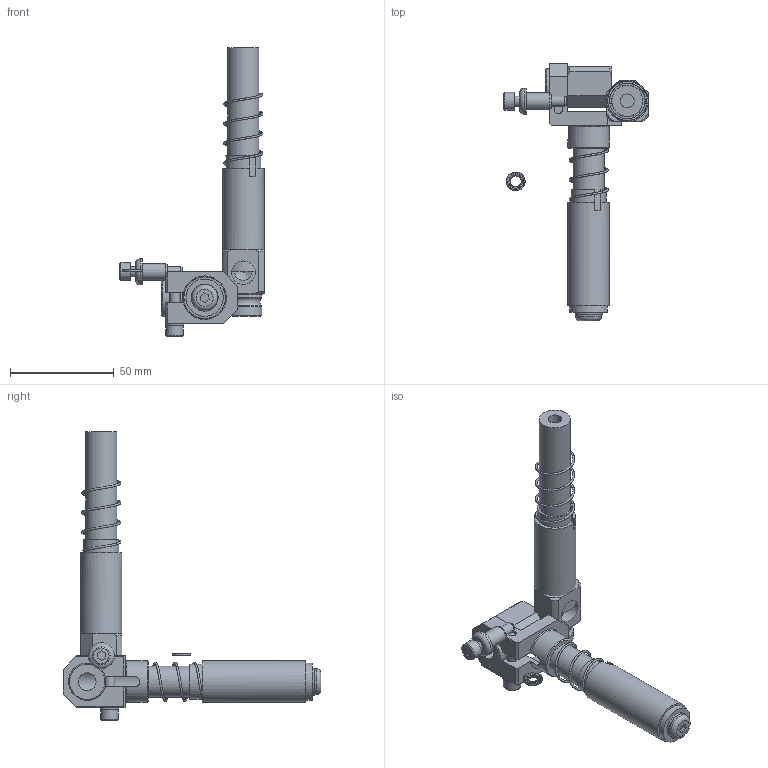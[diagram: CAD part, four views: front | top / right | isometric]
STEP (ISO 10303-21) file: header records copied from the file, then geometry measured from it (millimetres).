
FILE_DESCRIPTION( ( 'Unknown' ), '1' );
FILE_NAME( 'CA.GGV.20141820.stp', 'Unknown', ( 'Unknown' ), ( 'Unknown' ), 'PSStep 13.0', 'Unknown', ' ' );
FILE_SCHEMA( ( 'AUTOMOTIVE_DESIGN { 1 0 10303 214 1 1 1 1 }' ) );
Length unit declared in the file: millimetre
Products named in the file (11): Assem1; M.19X35; R.8X18X3; R.8.SCH; V.TBCE8X12.BUTT; GGVE.20.2; GGB.20.14.18; R.5.SCH; V-tcei M  5 x 25; GGD.20.20; SSN.20251418.1
Bounding box: 69.5 x 124.2 x 139.1 mm (x, y, z)
Volume: 68733.4 mm3; surface area: 49246 mm2
Topology: 18 solids, 20 shells, 628 faces, 1750 edges, 1160 vertices
Faces by surface type: plane 522, cylinder 68, cone 20, torus 16, bspline 2
Full cylindrical faces by diameter (mm): 4.134 x2, 5 x2, 5.2 x2, 5.3 x2, 6.647 x2, 7.5 x2, 8 x2, 8.3 x2, 8.5 x4, 8.566 x2, 8.917 x2, 9 x2, 9.728 x2, 11.445 x2, 12.5 x2, 13 x2, 15 x2, 15.2 x2, 16 x2, 17.95 x4, 18 x2, 20 x4
Entity records: 13572 total; most frequent: CARTESIAN_POINT 3132, DIRECTION 1718, ORIENTED_EDGE 1628, EDGE_CURVE 814, AXIS2_PLACEMENT_3D 599, VERTEX_POINT 560, LINE 520, VECTOR 520
